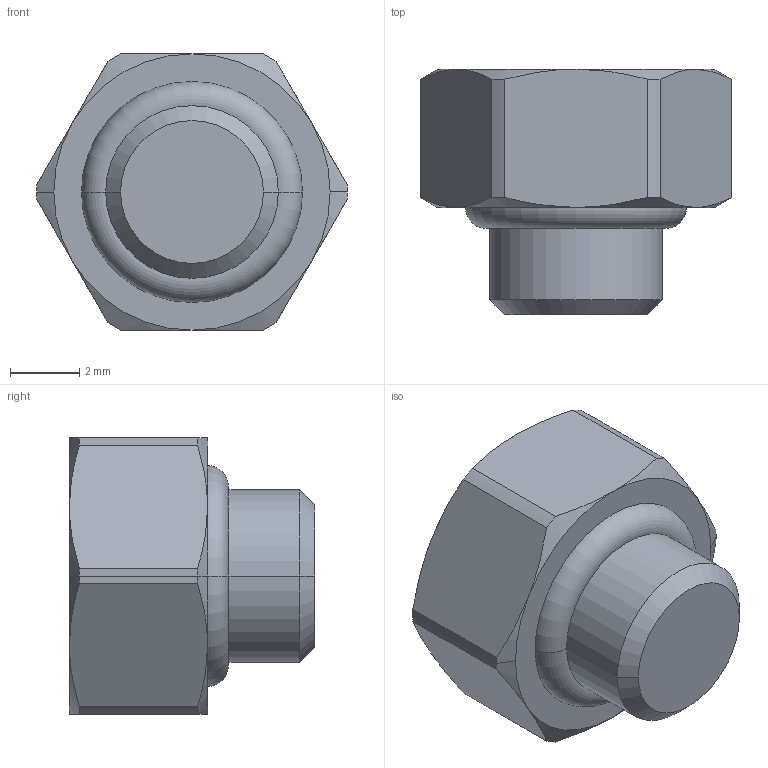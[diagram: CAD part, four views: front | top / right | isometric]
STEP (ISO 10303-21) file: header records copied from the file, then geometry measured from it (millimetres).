
FILE_DESCRIPTION(('STEP AP214'),'1');
FILE_NAME('0222_19_00.stp','2016-07-07T14:23:30',('TraceParts'),('TraceParts S.A.'),'Spatial InterOp 3D',' ',' ');
FILE_SCHEMA(('automotive_design'));
Length unit declared in the file: millimetre
Products named in the file (1): 1
Bounding box: 9 x 7.1 x 8 mm (x, y, z)
Volume: 279.3 mm3; surface area: 265.6 mm2
Topology: 1 solids, 1 shells, 47 faces, 111 edges, 66 vertices
Faces by surface type: cone 20, plane 15, cylinder 10, torus 2
Entity records: 1359 total; most frequent: CARTESIAN_POINT 331, DIRECTION 218, ORIENTED_EDGE 218, EDGE_CURVE 109, AXIS2_PLACEMENT_3D 91, VERTEX_POINT 66, EDGE_LOOP 49, ADVANCED_FACE 47
